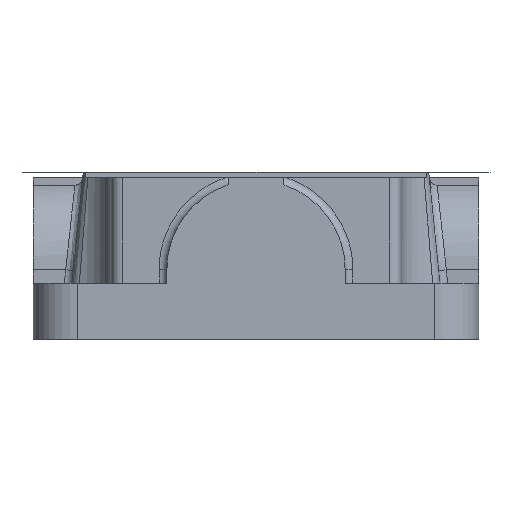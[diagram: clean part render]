
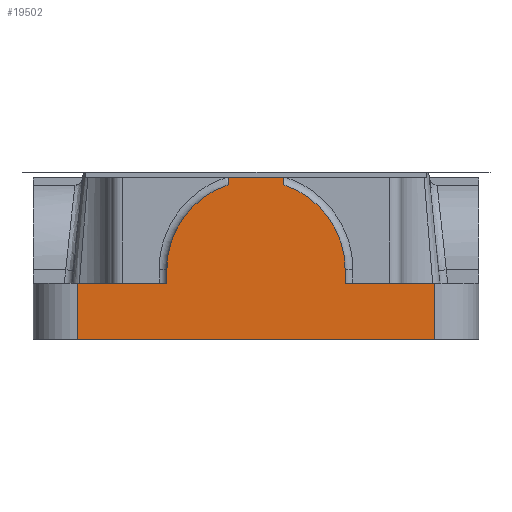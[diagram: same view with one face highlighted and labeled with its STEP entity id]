
A CAD part, top view. The second image highlights one B-rep face of the part: STEP entity #19502.
In plain terms, the highlighted planar face has unit normal (0, 0, 1).
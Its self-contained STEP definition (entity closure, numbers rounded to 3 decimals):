
#55=DIRECTION('',(1.,0.,0.));
#56=VECTOR('',#55,64.);
#57=CARTESIAN_POINT('',(-32.,-15.,40.));
#58=LINE('',#57,#56);
#322=DIRECTION('',(-1.,0.,0.));
#323=VECTOR('',#322,16.);
#324=CARTESIAN_POINT('',(32.,-4.945,40.));
#325=LINE('',#324,#323);
#348=DIRECTION('',(-1.,0.,0.));
#349=VECTOR('',#348,16.);
#350=CARTESIAN_POINT('',(-16.,-4.945,40.));
#351=LINE('',#350,#349);
#837=DIRECTION('',(1.,0.,0.));
#838=VECTOR('',#837,10.);
#839=CARTESIAN_POINT('',(-5.,14.,40.));
#840=LINE('',#839,#838);
#6172=DIRECTION('',(0.,-1.,0.));
#6173=VECTOR('',#6172,10.055);
#6174=CARTESIAN_POINT('',(-32.,-4.945,40.));
#6175=LINE('',#6174,#6173);
#6176=DIRECTION('',(0.,-1.,0.));
#6177=VECTOR('',#6176,2.445);
#6178=CARTESIAN_POINT('',(-16.,-2.5,40.));
#6179=LINE('',#6178,#6177);
#6180=CARTESIAN_POINT('',(0.,-2.5,40.));
#6181=DIRECTION('',(0.,0.,1.));
#6182=DIRECTION('',(-0.313,0.95,0.));
#6183=AXIS2_PLACEMENT_3D('',#6180,#6181,#6182);
#6185=DIRECTION('',(0.,-1.,0.));
#6186=VECTOR('',#6185,1.301);
#6187=CARTESIAN_POINT('',(-5.,14.,40.));
#6188=LINE('',#6187,#6186);
#6189=CARTESIAN_POINT('',(0.,-2.5,40.));
#6190=DIRECTION('',(0.,0.,1.));
#6191=DIRECTION('',(1.,0.,0.));
#6192=AXIS2_PLACEMENT_3D('',#6189,#6190,#6191);
#6194=DIRECTION('',(0.,1.,0.));
#6195=VECTOR('',#6194,2.445);
#6196=CARTESIAN_POINT('',(16.,-4.945,40.));
#6197=LINE('',#6196,#6195);
#6198=DIRECTION('',(0.,-1.,0.));
#6199=VECTOR('',#6198,10.055);
#6200=CARTESIAN_POINT('',(32.,-4.945,40.));
#6201=LINE('',#6200,#6199);
#6267=DIRECTION('',(0.,-1.,0.));
#6268=VECTOR('',#6267,1.301);
#6269=CARTESIAN_POINT('',(5.,14.,40.));
#6270=LINE('',#6269,#6268);
#8233=CARTESIAN_POINT('',(16.,-4.945,40.));
#8234=CARTESIAN_POINT('',(16.,-2.5,40.));
#8235=VERTEX_POINT('',#8233);
#8236=VERTEX_POINT('',#8234);
#8237=CARTESIAN_POINT('',(-16.,-2.5,40.));
#8238=CARTESIAN_POINT('',(-16.,-4.945,40.));
#8239=VERTEX_POINT('',#8237);
#8240=VERTEX_POINT('',#8238);
#8273=CARTESIAN_POINT('',(-5.,14.,40.));
#8274=CARTESIAN_POINT('',(5.,14.,40.));
#8275=VERTEX_POINT('',#8273);
#8276=VERTEX_POINT('',#8274);
#8281=CARTESIAN_POINT('',(5.,12.699,40.));
#8282=VERTEX_POINT('',#8281);
#8283=CARTESIAN_POINT('',(-5.,12.699,40.));
#8284=VERTEX_POINT('',#8283);
#8329=CARTESIAN_POINT('',(-32.,-15.,40.));
#8331=VERTEX_POINT('',#8329);
#8335=CARTESIAN_POINT('',(-32.,-4.945,40.));
#8336=VERTEX_POINT('',#8335);
#8338=CARTESIAN_POINT('',(32.,-15.,40.));
#8340=VERTEX_POINT('',#8338);
#8341=CARTESIAN_POINT('',(32.,-4.945,40.));
#8342=VERTEX_POINT('',#8341);
#19479=CARTESIAN_POINT('',(-40.,-15.,40.));
#19480=DIRECTION('',(0.,0.,1.));
#19481=DIRECTION('',(1.,0.,0.));
#19482=AXIS2_PLACEMENT_3D('',#19479,#19480,#19481);
#19483=PLANE('',#19482);
#19485=ORIENTED_EDGE('',*,*,#19484,.F.);
#19486=ORIENTED_EDGE('',*,*,#10971,.F.);
#19487=ORIENTED_EDGE('',*,*,#19018,.F.);
#19488=ORIENTED_EDGE('',*,*,#18989,.F.);
#19490=ORIENTED_EDGE('',*,*,#19489,.F.);
#19491=ORIENTED_EDGE('',*,*,#11407,.T.);
#19493=ORIENTED_EDGE('',*,*,#19492,.T.);
#19494=ORIENTED_EDGE('',*,*,#18973,.F.);
#19496=ORIENTED_EDGE('',*,*,#19495,.F.);
#19497=ORIENTED_EDGE('',*,*,#10937,.F.);
#19498=ORIENTED_EDGE('',*,*,#19472,.T.);
#19499=ORIENTED_EDGE('',*,*,#10708,.F.);
#19500=EDGE_LOOP('',(#19485,#19486,#19487,#19488,#19490,#19491,#19493,#19494,
#19496,#19497,#19498,#19499));
#19501=FACE_OUTER_BOUND('',#19500,.F.);
#19502=ADVANCED_FACE('',(#19501),#19483,.T.);
#6184=CIRCLE('',#6183,16.);
#6193=CIRCLE('',#6192,16.);
#10708=EDGE_CURVE('',#8331,#8340,#58,.T.);
#10937=EDGE_CURVE('',#8342,#8235,#325,.T.);
#10971=EDGE_CURVE('',#8240,#8336,#351,.T.);
#11407=EDGE_CURVE('',#8275,#8276,#840,.T.);
#18973=EDGE_CURVE('',#8236,#8282,#6193,.T.);
#18989=EDGE_CURVE('',#8284,#8239,#6184,.T.);
#19018=EDGE_CURVE('',#8239,#8240,#6179,.T.);
#19472=EDGE_CURVE('',#8342,#8340,#6201,.T.);
#19484=EDGE_CURVE('',#8336,#8331,#6175,.T.);
#19489=EDGE_CURVE('',#8275,#8284,#6188,.T.);
#19492=EDGE_CURVE('',#8276,#8282,#6270,.T.);
#19495=EDGE_CURVE('',#8235,#8236,#6197,.T.);
